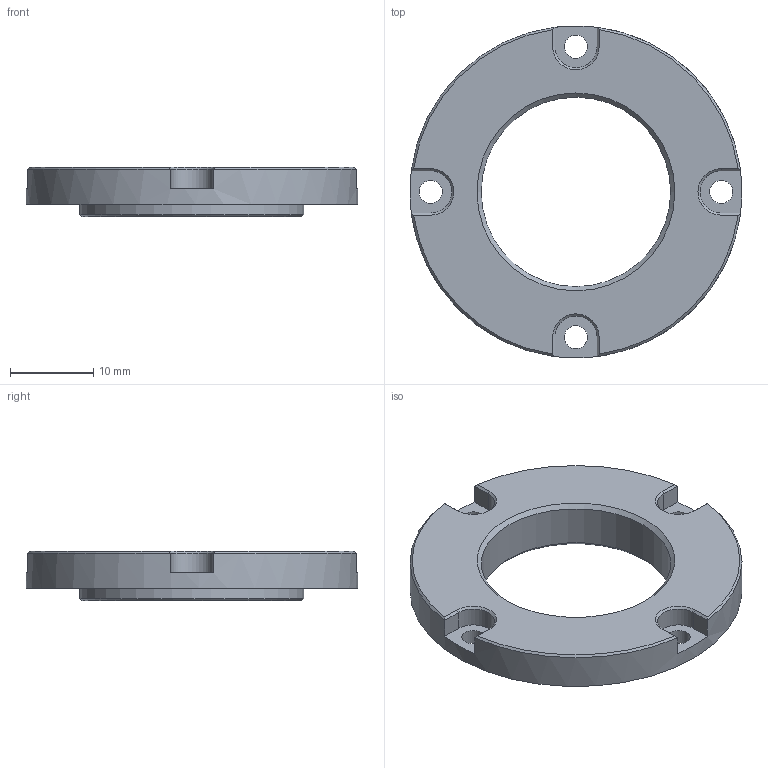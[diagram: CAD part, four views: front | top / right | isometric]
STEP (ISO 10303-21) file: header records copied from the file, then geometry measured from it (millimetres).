
FILE_DESCRIPTION(/* description */ ('Unknown'),/* implementation_level */ '2;1');
FILE_NAME(/* name */ 'OF-AD-OBH-M25-60',/* time_stamp */ '2023-07-13T09:13:32+01:00',/* author */ ('Unknown'),/* organization */ ('Unknown'),/* preprocessor_version */ 'ST-DEVELOPER v16.7',/* originating_system */ 'Solid Edge',/* authorisation */ 'Unknown');
FILE_SCHEMA (('AUTOMOTIVE_DESIGN {1 0 10303 214 3 1 1}'));
Length unit declared in the file: millimetre
Products named in the file (1): OpenFrame - Objective Disc
Bounding box: 39.98 x 39.98 x 6 mm (x, y, z)
Volume: 3748.1 mm3; surface area: 2836.8 mm2
Topology: 1 solids, 1 shells, 45 faces, 112 edges, 70 vertices
Faces by surface type: plane 23, cylinder 11, cone 11
Full cylindrical faces by diameter (mm): 2.8 x4, 22.835 x1, 27 x1, 40 x1
Entity records: 1597 total; most frequent: CARTESIAN_POINT 230, DIRECTION 220, ORIENTED_EDGE 192, EDGE_CURVE 96, AXIS2_PLACEMENT_3D 86, EDGE_LOOP 66, FACE_BOUND 66, VERTEX_POINT 64
